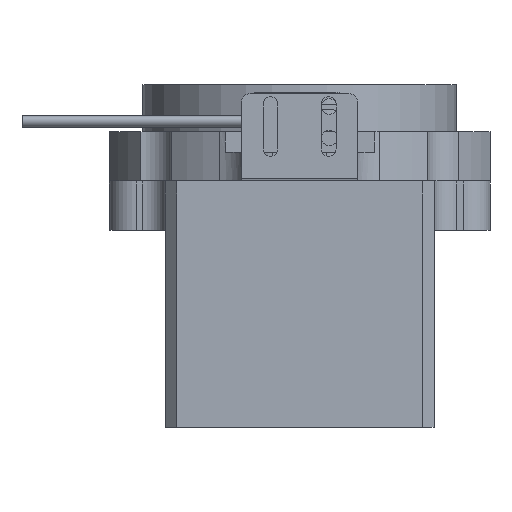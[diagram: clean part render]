
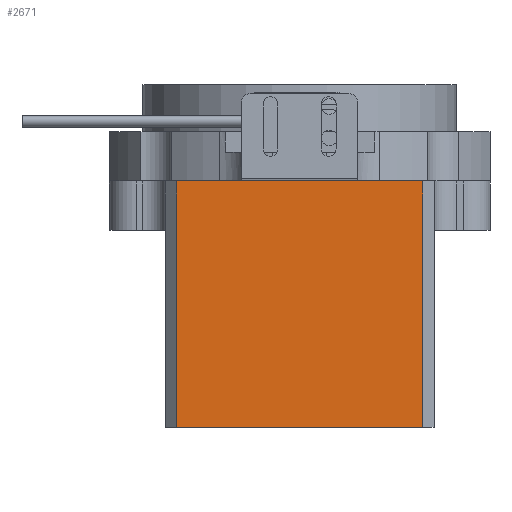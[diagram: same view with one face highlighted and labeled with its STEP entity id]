
A CAD part, front view. The second image highlights one B-rep face of the part: STEP entity #2671.
In plain terms, the highlighted planar face has unit normal (0, -1, 0).
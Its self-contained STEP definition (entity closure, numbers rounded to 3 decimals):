
#585 = LINE ( 'NONE', #3296, #8185 ) ;
#998 = CARTESIAN_POINT ( 'NONE',  ( -27.5, -77., 32.7 ) ) ;
#1011 = CARTESIAN_POINT ( 'NONE',  ( -27.5, -77., 32.7 ) ) ;
#1021 = EDGE_CURVE ( 'NONE', #5656, #4045, #2355, .T. ) ;
#1067 = VERTEX_POINT ( 'NONE', #6498 ) ;
#1434 = ORIENTED_EDGE ( 'NONE', *, *, #3565, .F. ) ;
#1518 = ORIENTED_EDGE ( 'NONE', *, *, #5435, .F. ) ;
#1668 = FACE_OUTER_BOUND ( 'NONE', #5917, .T. ) ;
#2345 = DIRECTION ( 'NONE',  ( 0., 1., 0. ) ) ;
#2355 = LINE ( 'NONE', #1011, #3893 ) ;
#2400 = CARTESIAN_POINT ( 'NONE',  ( -27.5, -77., 11. ) ) ;
#2671 = ADVANCED_FACE ( 'NONE', ( #1668 ), #4381, .F. ) ;
#3050 = DIRECTION ( 'NONE',  ( 1., 0., 0. ) ) ;
#3061 = DIRECTION ( 'NONE',  ( 0., 0., -1. ) ) ;
#3093 = VERTEX_POINT ( 'NONE', #5364 ) ;
#3228 = CARTESIAN_POINT ( 'NONE',  ( 27.5, -77., 32.7 ) ) ;
#3296 = CARTESIAN_POINT ( 'NONE',  ( 27.5, -77., -44. ) ) ;
#3431 = DIRECTION ( 'NONE',  ( 1., 0., 0. ) ) ;
#3565 = EDGE_CURVE ( 'NONE', #5656, #1067, #8227, .T. ) ;
#3893 = VECTOR ( 'NONE', #3061, 1000. ) ;
#4045 = VERTEX_POINT ( 'NONE', #6921 ) ;
#4381 = PLANE ( 'NONE',  #6018 ) ;
#4765 = ORIENTED_EDGE ( 'NONE', *, *, #1021, .T. ) ;
#4777 = CARTESIAN_POINT ( 'NONE',  ( -27.5, -77., 11. ) ) ;
#5364 = CARTESIAN_POINT ( 'NONE',  ( 27.5, -77., -44. ) ) ;
#5435 = EDGE_CURVE ( 'NONE', #3093, #4045, #585, .T. ) ;
#5655 = ORIENTED_EDGE ( 'NONE', *, *, #6183, .F. ) ;
#5656 = VERTEX_POINT ( 'NONE', #2400 ) ;
#5917 = EDGE_LOOP ( 'NONE', ( #1518, #5655, #1434, #4765 ) ) ;
#6018 = AXIS2_PLACEMENT_3D ( 'NONE', #998, #2345, #3050 ) ;
#6183 = EDGE_CURVE ( 'NONE', #1067, #3093, #8468, .T. ) ;
#6498 = CARTESIAN_POINT ( 'NONE',  ( 27.5, -77., 11. ) ) ;
#6921 = CARTESIAN_POINT ( 'NONE',  ( -27.5, -77., -44. ) ) ;
#7850 = DIRECTION ( 'NONE',  ( 0., 0., -1. ) ) ;
#8185 = VECTOR ( 'NONE', #8686, 1000. ) ;
#8204 = VECTOR ( 'NONE', #7850, 1000. ) ;
#8227 = LINE ( 'NONE', #4777, #8448 ) ;
#8448 = VECTOR ( 'NONE', #3431, 1000. ) ;
#8468 = LINE ( 'NONE', #3228, #8204 ) ;
#8686 = DIRECTION ( 'NONE',  ( -1., 0., 0. ) ) ;
